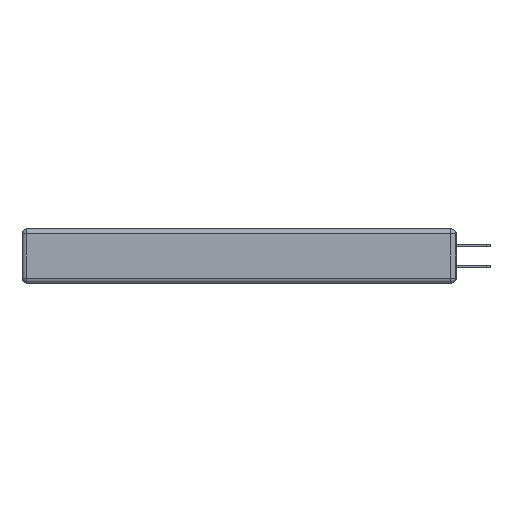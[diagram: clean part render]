
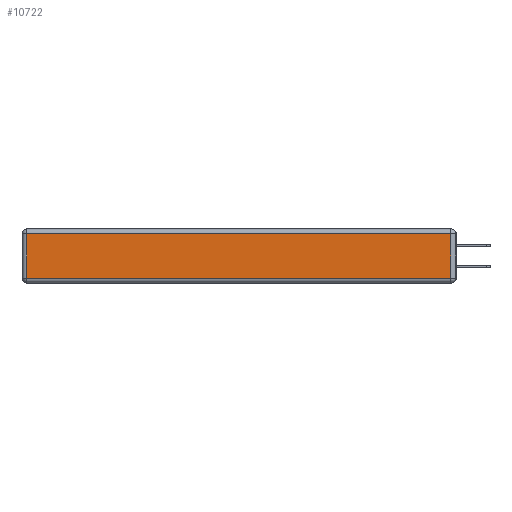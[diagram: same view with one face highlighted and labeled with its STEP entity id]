
A CAD part, left-side view. The second image highlights one B-rep face of the part: STEP entity #10722.
In plain terms, the highlighted planar face has unit normal (-1, 0, 0).
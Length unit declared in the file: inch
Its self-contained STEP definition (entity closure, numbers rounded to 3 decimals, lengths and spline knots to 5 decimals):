
#1404 = VECTOR ( 'NONE', #18979, 39.37008 ) ;
#1748 = AXIS2_PLACEMENT_3D ( 'NONE', #2653, #10210, #17632 ) ;
#2361 = CARTESIAN_POINT ( 'NONE',  ( 0., 0.03, -0.03 ) ) ;
#2653 = CARTESIAN_POINT ( 'NONE',  ( 0., 0., -0.343 ) ) ;
#3107 = EDGE_CURVE ( 'NONE', #5532, #12382, #14665, .T. ) ;
#3661 = DIRECTION ( 'NONE',  ( 0., 0., -1. ) ) ;
#3855 = CARTESIAN_POINT ( 'NONE',  ( 0., 2.72, -0.343 ) ) ;
#4855 = VECTOR ( 'NONE', #13754, 39.37008 ) ;
#4914 = ORIENTED_EDGE ( 'NONE', *, *, #10752, .T. ) ;
#5532 = VERTEX_POINT ( 'NONE', #14996 ) ;
#5921 = ORIENTED_EDGE ( 'NONE', *, *, #14990, .T. ) ;
#9536 = ORIENTED_EDGE ( 'NONE', *, *, #16710, .T. ) ;
#10095 = PLANE ( 'NONE',  #1748 ) ;
#10210 = DIRECTION ( 'NONE',  ( -1., 0., 0. ) ) ;
#10432 = FACE_OUTER_BOUND ( 'NONE', #15852, .T. ) ;
#10722 = ADVANCED_FACE ( 'NONE', ( #10432 ), #10095, .T. ) ;
#10752 = EDGE_CURVE ( 'NONE', #16825, #5532, #16467, .T. ) ;
#12267 = CARTESIAN_POINT ( 'NONE',  ( 0., 0., -0.313 ) ) ;
#12270 = VECTOR ( 'NONE', #3661, 39.37008 ) ;
#12382 = VERTEX_POINT ( 'NONE', #2361 ) ;
#13285 = ORIENTED_EDGE ( 'NONE', *, *, #3107, .T. ) ;
#13635 = DIRECTION ( 'NONE',  ( 0., 1., 0. ) ) ;
#13754 = DIRECTION ( 'NONE',  ( 0., -1., 0. ) ) ;
#14015 = VERTEX_POINT ( 'NONE', #16440 ) ;
#14301 = VECTOR ( 'NONE', #13635, 39.37008 ) ;
#14665 = LINE ( 'NONE', #17796, #1404 ) ;
#14737 = CARTESIAN_POINT ( 'NONE',  ( 0., 2.72, -0.313 ) ) ;
#14990 = EDGE_CURVE ( 'NONE', #14015, #16825, #18841, .T. ) ;
#14996 = CARTESIAN_POINT ( 'NONE',  ( 0., 0.03, -0.313 ) ) ;
#15852 = EDGE_LOOP ( 'NONE', ( #4914, #13285, #9536, #5921 ) ) ;
#16427 = LINE ( 'NONE', #18191, #14301 ) ;
#16440 = CARTESIAN_POINT ( 'NONE',  ( 0., 2.72, -0.03 ) ) ;
#16467 = LINE ( 'NONE', #12267, #4855 ) ;
#16710 = EDGE_CURVE ( 'NONE', #12382, #14015, #16427, .T. ) ;
#16825 = VERTEX_POINT ( 'NONE', #14737 ) ;
#17632 = DIRECTION ( 'NONE',  ( 0., 0., 1. ) ) ;
#17796 = CARTESIAN_POINT ( 'NONE',  ( 0., 0.03, -0.343 ) ) ;
#18191 = CARTESIAN_POINT ( 'NONE',  ( 0., 2.75, -0.03 ) ) ;
#18841 = LINE ( 'NONE', #3855, #12270 ) ;
#18979 = DIRECTION ( 'NONE',  ( 0., 0., 1. ) ) ;
